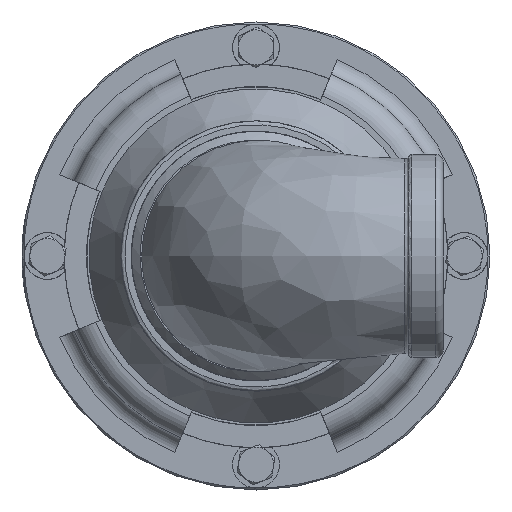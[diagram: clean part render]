
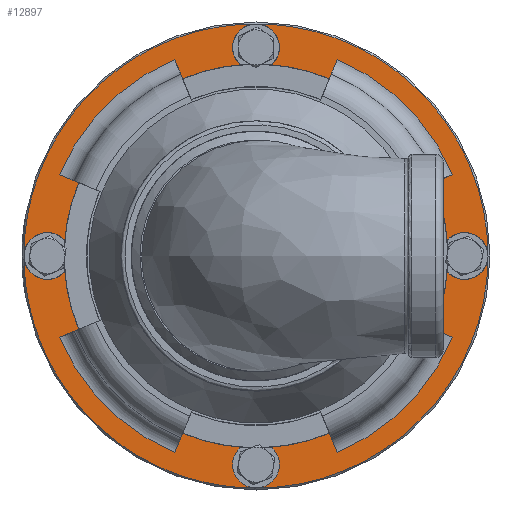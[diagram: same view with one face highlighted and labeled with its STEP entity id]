
A CAD part, left-side view. The second image highlights one B-rep face of the part: STEP entity #12897.
In plain terms, the highlighted planar face has unit normal (-1, 0, 0).
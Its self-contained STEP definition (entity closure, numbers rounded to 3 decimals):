
#359=FACE_BOUND('',#3019,.T.);
#863=CIRCLE('',#13774,78.055);
#864=CIRCLE('',#13776,78.055);
#866=CIRCLE('',#13779,78.055);
#869=CIRCLE('',#13783,78.055);
#871=CIRCLE('',#13786,78.055);
#872=CIRCLE('',#13788,78.055);
#874=CIRCLE('',#13791,78.055);
#881=CIRCLE('',#13803,78.055);
#909=CIRCLE('',#13841,9.5);
#930=CIRCLE('',#13867,9.5);
#932=CIRCLE('',#13873,94.45);
#933=CIRCLE('',#13874,94.45);
#934=CIRCLE('',#13875,86.515);
#935=CIRCLE('',#13876,86.515);
#936=CIRCLE('',#13877,9.5);
#937=CIRCLE('',#13878,86.515);
#938=CIRCLE('',#13879,9.5);
#939=CIRCLE('',#13880,86.515);
#2239=FACE_OUTER_BOUND('',#3018,.T.);
#3018=EDGE_LOOP('',(#10841,#10842));
#3019=EDGE_LOOP('',(#10843,#10844,#10845,#10846,#10847,#10848,#10849,#10850,
#10851,#10852,#10853,#10854,#10855,#10856,#10857,#10858,#10859,#10860,#10861,
#10862,#10863,#10864,#10865,#10866));
#3899=LINE('',#66920,#4745);
#3904=LINE('',#66937,#4750);
#3908=LINE('',#66977,#4754);
#3913=LINE('',#66995,#4759);
#3921=LINE('',#67049,#4767);
#3922=LINE('',#67052,#4768);
#3923=LINE('',#67054,#4769);
#3924=LINE('',#67057,#4770);
#4745=VECTOR('',#16237,8.46);
#4750=VECTOR('',#16252,8.46);
#4754=VECTOR('',#16298,8.46);
#4759=VECTOR('',#16313,8.46);
#4767=VECTOR('',#16375,8.46);
#4768=VECTOR('',#16378,8.46);
#4769=VECTOR('',#16379,8.46);
#4770=VECTOR('',#16382,8.46);
#5844=VERTEX_POINT('',#66723);
#5845=VERTEX_POINT('',#66725);
#5846=VERTEX_POINT('',#66729);
#5847=VERTEX_POINT('',#66731);
#5851=VERTEX_POINT('',#66741);
#5852=VERTEX_POINT('',#66743);
#5856=VERTEX_POINT('',#66753);
#5857=VERTEX_POINT('',#66755);
#5858=VERTEX_POINT('',#66759);
#5861=VERTEX_POINT('',#66765);
#5862=VERTEX_POINT('',#66769);
#5863=VERTEX_POINT('',#66771);
#5867=VERTEX_POINT('',#66781);
#5868=VERTEX_POINT('',#66783);
#5877=VERTEX_POINT('',#66874);
#5880=VERTEX_POINT('',#66880);
#5893=VERTEX_POINT('',#66919);
#5900=VERTEX_POINT('',#66935);
#5915=VERTEX_POINT('',#66976);
#5923=VERTEX_POINT('',#66993);
#5940=VERTEX_POINT('',#67044);
#5941=VERTEX_POINT('',#67045);
#5942=VERTEX_POINT('',#67048);
#5943=VERTEX_POINT('',#67050);
#5944=VERTEX_POINT('',#67053);
#5945=VERTEX_POINT('',#67055);
#7526=EDGE_CURVE('',#5845,#5844,#863,.T.);
#7529=EDGE_CURVE('',#5847,#5846,#864,.T.);
#7535=EDGE_CURVE('',#5852,#5851,#866,.T.);
#7541=EDGE_CURVE('',#5857,#5856,#869,.T.);
#7547=EDGE_CURVE('',#5858,#5861,#871,.T.);
#7549=EDGE_CURVE('',#5863,#5862,#872,.T.);
#7555=EDGE_CURVE('',#5868,#5867,#874,.T.);
#7570=EDGE_CURVE('',#5877,#5880,#881,.T.);
#7589=EDGE_CURVE('',#5877,#5893,#3899,.T.);
#7598=EDGE_CURVE('',#5900,#5862,#3904,.T.);
#7617=EDGE_CURVE('',#5880,#5868,#909,.T.);
#7619=EDGE_CURVE('',#5857,#5915,#3908,.T.);
#7628=EDGE_CURVE('',#5923,#5846,#3913,.T.);
#7648=EDGE_CURVE('',#5861,#5852,#930,.T.);
#7654=EDGE_CURVE('',#5940,#5941,#932,.T.);
#7655=EDGE_CURVE('',#5941,#5940,#933,.T.);
#7656=EDGE_CURVE('',#5942,#5867,#3921,.T.);
#7657=EDGE_CURVE('',#5943,#5942,#934,.T.);
#7658=EDGE_CURVE('',#5858,#5943,#3922,.T.);
#7659=EDGE_CURVE('',#5944,#5851,#3923,.T.);
#7660=EDGE_CURVE('',#5945,#5944,#935,.T.);
#7661=EDGE_CURVE('',#5845,#5945,#3924,.T.);
#7662=EDGE_CURVE('',#5844,#5847,#936,.T.);
#7663=EDGE_CURVE('',#5915,#5923,#937,.T.);
#7664=EDGE_CURVE('',#5856,#5863,#938,.T.);
#7665=EDGE_CURVE('',#5893,#5900,#939,.T.);
#10841=ORIENTED_EDGE('',*,*,#7654,.T.);
#10842=ORIENTED_EDGE('',*,*,#7655,.T.);
#10843=ORIENTED_EDGE('',*,*,#7570,.T.);
#10844=ORIENTED_EDGE('',*,*,#7617,.T.);
#10845=ORIENTED_EDGE('',*,*,#7555,.T.);
#10846=ORIENTED_EDGE('',*,*,#7656,.F.);
#10847=ORIENTED_EDGE('',*,*,#7657,.F.);
#10848=ORIENTED_EDGE('',*,*,#7658,.F.);
#10849=ORIENTED_EDGE('',*,*,#7547,.T.);
#10850=ORIENTED_EDGE('',*,*,#7648,.T.);
#10851=ORIENTED_EDGE('',*,*,#7535,.T.);
#10852=ORIENTED_EDGE('',*,*,#7659,.F.);
#10853=ORIENTED_EDGE('',*,*,#7660,.F.);
#10854=ORIENTED_EDGE('',*,*,#7661,.F.);
#10855=ORIENTED_EDGE('',*,*,#7526,.T.);
#10856=ORIENTED_EDGE('',*,*,#7662,.T.);
#10857=ORIENTED_EDGE('',*,*,#7529,.T.);
#10858=ORIENTED_EDGE('',*,*,#7628,.F.);
#10859=ORIENTED_EDGE('',*,*,#7663,.F.);
#10860=ORIENTED_EDGE('',*,*,#7619,.F.);
#10861=ORIENTED_EDGE('',*,*,#7541,.T.);
#10862=ORIENTED_EDGE('',*,*,#7664,.T.);
#10863=ORIENTED_EDGE('',*,*,#7549,.T.);
#10864=ORIENTED_EDGE('',*,*,#7598,.F.);
#10865=ORIENTED_EDGE('',*,*,#7665,.F.);
#10866=ORIENTED_EDGE('',*,*,#7589,.F.);
#12279=PLANE('',#13872);
#12897=ADVANCED_FACE('',(#2239,#359),#12279,.T.);
#13774=AXIS2_PLACEMENT_3D('',#66726,#16116,#16117);
#13776=AXIS2_PLACEMENT_3D('',#66732,#16122,#16123);
#13779=AXIS2_PLACEMENT_3D('',#66744,#16132,#16133);
#13783=AXIS2_PLACEMENT_3D('',#66756,#16143,#16144);
#13786=AXIS2_PLACEMENT_3D('',#66767,#16153,#16154);
#13788=AXIS2_PLACEMENT_3D('',#66772,#16158,#16159);
#13791=AXIS2_PLACEMENT_3D('',#66784,#16168,#16169);
#13803=AXIS2_PLACEMENT_3D('',#66882,#16198,#16199);
#13841=AXIS2_PLACEMENT_3D('',#66973,#16293,#16294);
#13867=AXIS2_PLACEMENT_3D('',#67032,#16355,#16356);
#13872=AXIS2_PLACEMENT_3D('',#67043,#16369,#16370);
#13873=AXIS2_PLACEMENT_3D('',#67046,#16371,#16372);
#13874=AXIS2_PLACEMENT_3D('',#67047,#16373,#16374);
#13875=AXIS2_PLACEMENT_3D('',#67051,#16376,#16377);
#13876=AXIS2_PLACEMENT_3D('',#67056,#16380,#16381);
#13877=AXIS2_PLACEMENT_3D('',#67058,#16383,#16384);
#13878=AXIS2_PLACEMENT_3D('',#67059,#16385,#16386);
#13879=AXIS2_PLACEMENT_3D('',#67060,#16387,#16388);
#13880=AXIS2_PLACEMENT_3D('',#67061,#16389,#16390);
#16116=DIRECTION('center_axis',(1.,0.,0.));
#16117=DIRECTION('ref_axis',(0.,1.,0.));
#16122=DIRECTION('center_axis',(1.,0.,0.));
#16123=DIRECTION('ref_axis',(0.,1.,0.));
#16132=DIRECTION('center_axis',(1.,0.,0.));
#16133=DIRECTION('ref_axis',(0.,1.,0.));
#16143=DIRECTION('center_axis',(1.,0.,0.));
#16144=DIRECTION('ref_axis',(0.,1.,0.));
#16153=DIRECTION('center_axis',(1.,0.,0.));
#16154=DIRECTION('ref_axis',(0.,1.,0.));
#16158=DIRECTION('center_axis',(1.,0.,0.));
#16159=DIRECTION('ref_axis',(0.,1.,0.));
#16168=DIRECTION('center_axis',(1.,0.,0.));
#16169=DIRECTION('ref_axis',(0.,1.,0.));
#16198=DIRECTION('center_axis',(1.,0.,0.));
#16199=DIRECTION('ref_axis',(0.,1.,0.));
#16237=DIRECTION('',(0.,-0.924,0.383));
#16252=DIRECTION('',(0.,0.383,-0.924));
#16293=DIRECTION('center_axis',(1.,0.,0.));
#16294=DIRECTION('ref_axis',(0.,1.,0.));
#16298=DIRECTION('',(0.,0.383,0.924));
#16313=DIRECTION('',(0.,-0.924,-0.383));
#16355=DIRECTION('center_axis',(1.,0.,0.));
#16356=DIRECTION('ref_axis',(0.,1.,0.));
#16369=DIRECTION('center_axis',(-1.,0.,0.));
#16370=DIRECTION('ref_axis',(0.,-1.,0.));
#16371=DIRECTION('center_axis',(-1.,0.,0.));
#16372=DIRECTION('ref_axis',(0.,0.,1.));
#16373=DIRECTION('center_axis',(-1.,0.,0.));
#16374=DIRECTION('ref_axis',(0.,0.,1.));
#16375=DIRECTION('',(0.,0.924,0.383));
#16376=DIRECTION('center_axis',(-1.,0.,0.));
#16377=DIRECTION('ref_axis',(0.,0.,1.));
#16378=DIRECTION('',(0.,-0.383,-0.924));
#16379=DIRECTION('',(0.,-0.383,0.924));
#16380=DIRECTION('center_axis',(-1.,0.,0.));
#16381=DIRECTION('ref_axis',(0.,0.,1.));
#16382=DIRECTION('',(0.,0.924,-0.383));
#16383=DIRECTION('center_axis',(1.,0.,0.));
#16384=DIRECTION('ref_axis',(0.,1.,0.));
#16385=DIRECTION('center_axis',(-1.,0.,0.));
#16386=DIRECTION('ref_axis',(0.,0.,1.));
#16387=DIRECTION('center_axis',(1.,0.,0.));
#16388=DIRECTION('ref_axis',(0.,1.,0.));
#16389=DIRECTION('center_axis',(-1.,0.,0.));
#16390=DIRECTION('ref_axis',(0.,0.,1.));
#66723=CARTESIAN_POINT('',(-12.7,77.802,-6.286));
#66725=CARTESIAN_POINT('',(-12.7,72.114,-29.87));
#66726=CARTESIAN_POINT('Origin',(-12.7,0.,0.));
#66729=CARTESIAN_POINT('',(-12.7,72.114,29.87));
#66731=CARTESIAN_POINT('',(-12.7,77.802,6.286));
#66732=CARTESIAN_POINT('Origin',(-12.7,0.,0.));
#66741=CARTESIAN_POINT('',(-12.7,29.87,-72.114));
#66743=CARTESIAN_POINT('',(-12.7,6.286,-77.802));
#66744=CARTESIAN_POINT('Origin',(-12.7,0.,0.));
#66753=CARTESIAN_POINT('',(-12.7,6.286,77.802));
#66755=CARTESIAN_POINT('',(-12.7,29.87,72.114));
#66756=CARTESIAN_POINT('Origin',(-12.7,0.,0.));
#66759=CARTESIAN_POINT('',(-12.7,-29.87,-72.114));
#66765=CARTESIAN_POINT('',(-12.7,-6.286,-77.802));
#66767=CARTESIAN_POINT('Origin',(-12.7,0.,0.));
#66769=CARTESIAN_POINT('',(-12.7,-29.87,72.114));
#66771=CARTESIAN_POINT('',(-12.7,-6.286,77.802));
#66772=CARTESIAN_POINT('Origin',(-12.7,0.,0.));
#66781=CARTESIAN_POINT('',(-12.7,-72.114,-29.87));
#66783=CARTESIAN_POINT('',(-12.7,-77.802,-6.286));
#66784=CARTESIAN_POINT('Origin',(-12.7,0.,0.));
#66874=CARTESIAN_POINT('',(-12.7,-72.114,29.87));
#66880=CARTESIAN_POINT('',(-12.7,-77.802,6.286));
#66882=CARTESIAN_POINT('Origin',(-12.7,0.,0.));
#66919=CARTESIAN_POINT('',(-12.7,-79.929,33.108));
#66920=CARTESIAN_POINT('',(-12.7,-72.114,29.87));
#66935=CARTESIAN_POINT('',(-12.7,-33.108,79.929));
#66937=CARTESIAN_POINT('',(-12.7,-33.108,79.929));
#66973=CARTESIAN_POINT('Origin',(-12.7,-84.925,0.));
#66976=CARTESIAN_POINT('',(-12.7,33.108,79.929));
#66977=CARTESIAN_POINT('',(-12.7,29.87,72.114));
#66993=CARTESIAN_POINT('',(-12.7,79.929,33.108));
#66995=CARTESIAN_POINT('',(-12.7,79.929,33.108));
#67032=CARTESIAN_POINT('Origin',(-12.7,0.,-84.925));
#67043=CARTESIAN_POINT('Origin',(-12.7,0.,90.483));
#67044=CARTESIAN_POINT('',(-12.7,-87.26,36.144));
#67045=CARTESIAN_POINT('',(-12.7,0.,-94.45));
#67046=CARTESIAN_POINT('Origin',(-12.7,0.,0.));
#67047=CARTESIAN_POINT('Origin',(-12.7,0.,0.));
#67048=CARTESIAN_POINT('',(-12.7,-79.929,-33.108));
#67049=CARTESIAN_POINT('',(-12.7,-79.929,-33.108));
#67050=CARTESIAN_POINT('',(-12.7,-33.108,-79.929));
#67051=CARTESIAN_POINT('Origin',(-12.7,0.,0.));
#67052=CARTESIAN_POINT('',(-12.7,-29.87,-72.114));
#67053=CARTESIAN_POINT('',(-12.7,33.108,-79.929));
#67054=CARTESIAN_POINT('',(-12.7,33.108,-79.929));
#67055=CARTESIAN_POINT('',(-12.7,79.929,-33.108));
#67056=CARTESIAN_POINT('Origin',(-12.7,0.,0.));
#67057=CARTESIAN_POINT('',(-12.7,72.114,-29.87));
#67058=CARTESIAN_POINT('Origin',(-12.7,84.925,0.));
#67059=CARTESIAN_POINT('Origin',(-12.7,0.,0.));
#67060=CARTESIAN_POINT('Origin',(-12.7,0.,84.925));
#67061=CARTESIAN_POINT('Origin',(-12.7,0.,0.));
